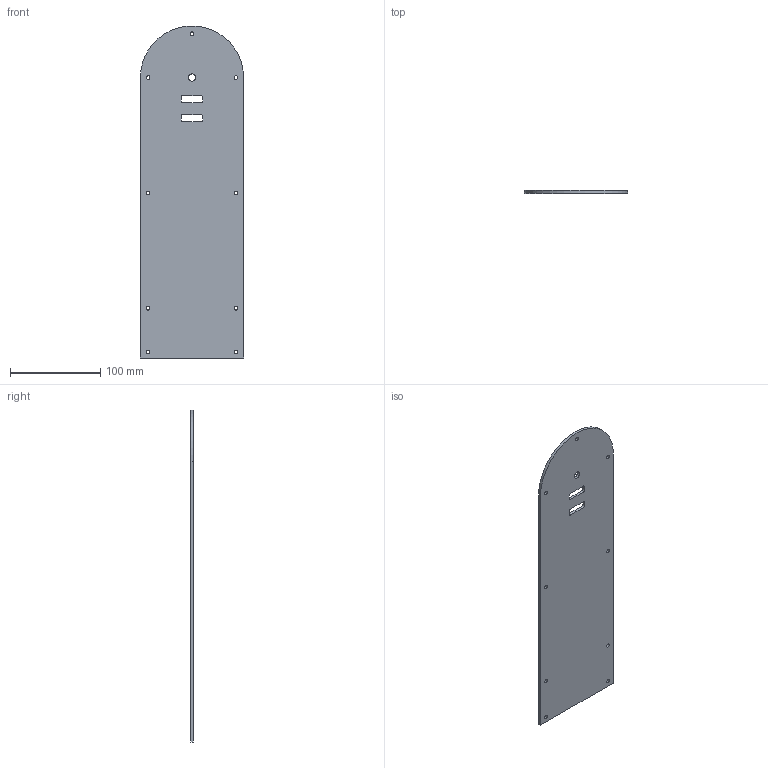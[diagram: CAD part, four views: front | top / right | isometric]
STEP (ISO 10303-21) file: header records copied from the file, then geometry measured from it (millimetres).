
FILE_DESCRIPTION(/* description */ (''),/* implementation_level */ '2;1');
FILE_NAME(/* name */ 'Discus_Case_Cover_Back',/* time_stamp */ '2022-02-20T23:07:34+01:00',/* author */ (''),/* organization */ (''),/* preprocessor_version */ 'ST-DEVELOPER v16.5',/* originating_system */ 'Rhino 7.15',/* authorisation */ '');
FILE_SCHEMA (('CONFIG_CONTROL_DESIGN'));
Length unit declared in the file: millimetre
Products named in the file (1): Document
Bounding box: 114 x 3 x 366.96 mm (x, y, z)
Volume: 119756.5 mm3; surface area: 83418.2 mm2
Topology: 1 solids, 1 shells, 32 faces, 90 edges, 60 vertices
Faces by surface type: cylinder 19, plane 13
Full cylindrical faces by diameter (mm): 4 x9, 8 x1
Entity records: 1120 total; most frequent: CARTESIAN_POINT 458, ORIENTED_EDGE 180, EDGE_CURVE 90, VERTEX_POINT 60, EDGE_LOOP 56, DIRECTION 36, AXIS2_PLACEMENT_3D 34, ADVANCED_FACE 32
